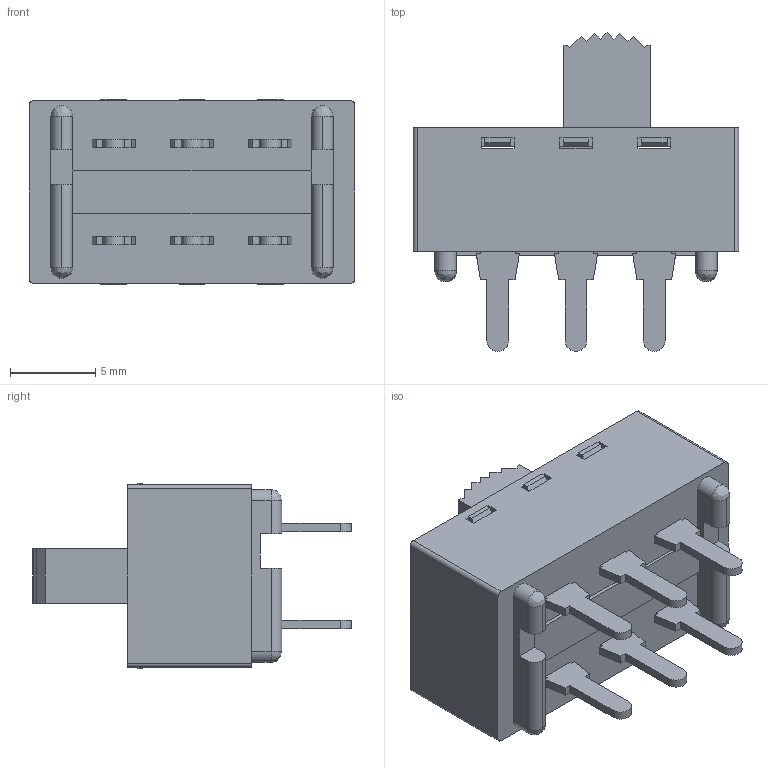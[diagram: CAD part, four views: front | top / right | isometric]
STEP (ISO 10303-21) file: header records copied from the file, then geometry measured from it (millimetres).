
FILE_DESCRIPTION(/* description */ ('STEP AP214'),/* implementation_level */ '2;1');
FILE_NAME(/* name */ 'L202011MS02Q',/* time_stamp */ '2023-10-08T22:27:41+02:00',/* author */ ('License CC BY-ND 4.0'),/* organization */ ('CADENAS'),/* preprocessor_version */ 'ST-DEVELOPER v19.3',/* originating_system */ 'PARTsolutions',/* authorisation */ ' ');
FILE_SCHEMA (('AUTOMOTIVE_DESIGN {1 0 10303 214 3 1 1}'));
Length unit declared in the file: millimetre
Products named in the file (2): L202011MS02Q; L202011MS02Q_PART1
Assembly tree (1 placements, depth 2):
  L202011MS02Q
    L202011MS02Q_PART1
Bounding box: 19.13 x 18.75 x 10.9 mm (x, y, z)
Volume: 796.4 mm3; surface area: 1989.5 mm2
Topology: 4 solids, 4 shells, 357 faces, 1072 edges, 696 vertices
Faces by surface type: plane 314, cylinder 38, bspline 4, sphere 1
Entity records: 12010 total; most frequent: CARTESIAN_POINT 2230, ORIENTED_EDGE 2138, DIRECTION 1860, EDGE_CURVE 1069, LINE 988, VECTOR 988, VERTEX_POINT 694, AXIS2_PLACEMENT_3D 436
